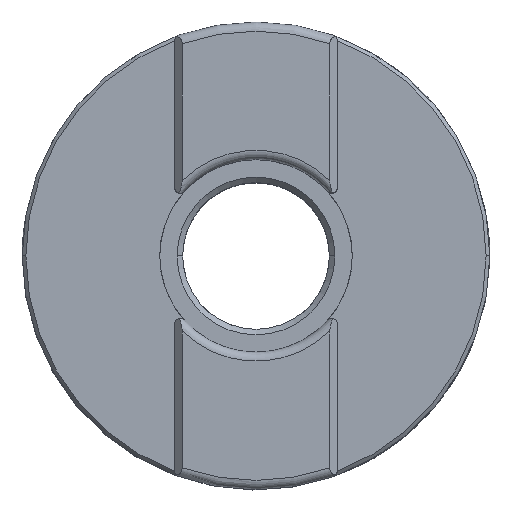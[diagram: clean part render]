
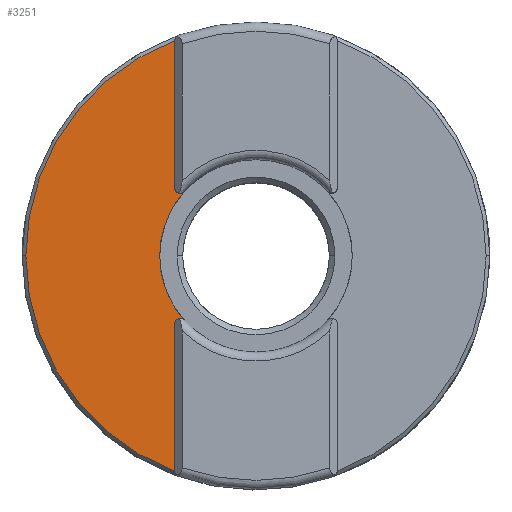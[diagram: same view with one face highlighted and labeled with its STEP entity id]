
A CAD part, top view. The second image highlights one B-rep face of the part: STEP entity #3251.
In plain terms, the highlighted planar face has unit normal (0, 0, 1).
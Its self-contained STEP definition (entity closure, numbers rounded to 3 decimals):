
#16 = ORIENTED_EDGE ( 'NONE', *, *, #922, .F. ) ;
#83 = CARTESIAN_POINT ( 'NONE',  ( 0., 0., 10.2 ) ) ;
#188 = DIRECTION ( 'NONE',  ( 1., 0., 0. ) ) ;
#235 = DIRECTION ( 'NONE',  ( 1., 0., 0. ) ) ;
#393 = DIRECTION ( 'NONE',  ( 1., 0., 0. ) ) ;
#408 = PLANE ( 'NONE',  #996 ) ;
#471 = VERTEX_POINT ( 'NONE', #2736 ) ;
#666 = LINE ( 'NONE', #2900, #1271 ) ;
#720 = AXIS2_PLACEMENT_3D ( 'NONE', #831, #1880, #1127 ) ;
#831 = CARTESIAN_POINT ( 'NONE',  ( 0., 0., 10.2 ) ) ;
#908 = CARTESIAN_POINT ( 'NONE',  ( -5.25, 0., 10.2 ) ) ;
#922 = EDGE_CURVE ( 'NONE', #3402, #1679, #1445, .T. ) ;
#956 = DIRECTION ( 'NONE',  ( 0., 0., -1. ) ) ;
#996 = AXIS2_PLACEMENT_3D ( 'NONE', #2796, #3346, #1207 ) ;
#1053 = CIRCLE ( 'NONE', #3024, 0.3 ) ;
#1075 = VERTEX_POINT ( 'NONE', #3432 ) ;
#1107 = CARTESIAN_POINT ( 'NONE',  ( -3.907, -3.507, 10.2 ) ) ;
#1127 = DIRECTION ( 'NONE',  ( 1., 0., 0. ) ) ;
#1148 = DIRECTION ( 'NONE',  ( 0., 0., -1. ) ) ;
#1207 = DIRECTION ( 'NONE',  ( 1., 0., 0. ) ) ;
#1271 = VECTOR ( 'NONE', #2071, 1000. ) ;
#1275 = CARTESIAN_POINT ( 'NONE',  ( -12.55, 0., 10.2 ) ) ;
#1295 = EDGE_CURVE ( 'NONE', #2858, #3219, #2374, .T. ) ;
#1302 = VERTEX_POINT ( 'NONE', #1779 ) ;
#1328 = VECTOR ( 'NONE', #2076, 1000. ) ;
#1355 = ORIENTED_EDGE ( 'NONE', *, *, #2764, .T. ) ;
#1435 = AXIS2_PLACEMENT_3D ( 'NONE', #3204, #2397, #3477 ) ;
#1445 = CIRCLE ( 'NONE', #1887, 12.55 ) ;
#1462 = DIRECTION ( 'NONE',  ( 1., 0., 0. ) ) ;
#1470 = ORIENTED_EDGE ( 'NONE', *, *, #1295, .T. ) ;
#1515 = EDGE_CURVE ( 'NONE', #1302, #2858, #1707, .T. ) ;
#1620 = EDGE_CURVE ( 'NONE', #1679, #471, #2339, .T. ) ;
#1679 = VERTEX_POINT ( 'NONE', #1275 ) ;
#1707 = CIRCLE ( 'NONE', #1435, 0.3 ) ;
#1779 = CARTESIAN_POINT ( 'NONE',  ( -4.43, -3.708, 10.2 ) ) ;
#1803 = DIRECTION ( 'NONE',  ( 0., 0., -1. ) ) ;
#1880 = DIRECTION ( 'NONE',  ( 0., 0., -1. ) ) ;
#1887 = AXIS2_PLACEMENT_3D ( 'NONE', #2843, #2313, #1462 ) ;
#1979 = EDGE_CURVE ( 'NONE', #3219, #3043, #2239, .T. ) ;
#1987 = ORIENTED_EDGE ( 'NONE', *, *, #1979, .T. ) ;
#2071 = DIRECTION ( 'NONE',  ( 0., 1., 0. ) ) ;
#2076 = DIRECTION ( 'NONE',  ( 0., 1., 0. ) ) ;
#2239 = CIRCLE ( 'NONE', #720, 5.25 ) ;
#2313 = DIRECTION ( 'NONE',  ( 0., 0., -1. ) ) ;
#2339 = CIRCLE ( 'NONE', #2961, 12.55 ) ;
#2351 = ORIENTED_EDGE ( 'NONE', *, *, #1515, .T. ) ;
#2372 = ORIENTED_EDGE ( 'NONE', *, *, #3310, .T. ) ;
#2374 = CIRCLE ( 'NONE', #3449, 5.25 ) ;
#2394 = CARTESIAN_POINT ( 'NONE',  ( -4.43, 11.956, 10.2 ) ) ;
#2397 = DIRECTION ( 'NONE',  ( 0., 0., -1. ) ) ;
#2422 = CARTESIAN_POINT ( 'NONE',  ( -3.907, 3.507, 10.2 ) ) ;
#2466 = ORIENTED_EDGE ( 'NONE', *, *, #1620, .F. ) ;
#2736 = CARTESIAN_POINT ( 'NONE',  ( -4.43, 11.742, 10.2 ) ) ;
#2756 = ORIENTED_EDGE ( 'NONE', *, *, #3374, .T. ) ;
#2764 = EDGE_CURVE ( 'NONE', #3402, #1302, #3181, .T. ) ;
#2796 = CARTESIAN_POINT ( 'NONE',  ( 0., 0., 10.2 ) ) ;
#2829 = FACE_OUTER_BOUND ( 'NONE', #2892, .T. ) ;
#2843 = CARTESIAN_POINT ( 'NONE',  ( 0., 0., 10.2 ) ) ;
#2858 = VERTEX_POINT ( 'NONE', #1107 ) ;
#2892 = EDGE_LOOP ( 'NONE', ( #1355, #2351, #1470, #1987, #2372, #2756, #2466, #16 ) ) ;
#2900 = CARTESIAN_POINT ( 'NONE',  ( -4.43, 11.956, 10.2 ) ) ;
#2961 = AXIS2_PLACEMENT_3D ( 'NONE', #83, #1148, #393 ) ;
#3024 = AXIS2_PLACEMENT_3D ( 'NONE', #3175, #1803, #235 ) ;
#3043 = VERTEX_POINT ( 'NONE', #2422 ) ;
#3175 = CARTESIAN_POINT ( 'NONE',  ( -4.13, 3.708, 10.2 ) ) ;
#3181 = LINE ( 'NONE', #2394, #1328 ) ;
#3204 = CARTESIAN_POINT ( 'NONE',  ( -4.13, -3.708, 10.2 ) ) ;
#3219 = VERTEX_POINT ( 'NONE', #908 ) ;
#3251 = ADVANCED_FACE ( 'NONE', ( #2829 ), #408, .T. ) ;
#3310 = EDGE_CURVE ( 'NONE', #3043, #1075, #1053, .T. ) ;
#3346 = DIRECTION ( 'NONE',  ( 0., 0., 1. ) ) ;
#3371 = CARTESIAN_POINT ( 'NONE',  ( 0., 0., 10.2 ) ) ;
#3374 = EDGE_CURVE ( 'NONE', #1075, #471, #666, .T. ) ;
#3402 = VERTEX_POINT ( 'NONE', #3489 ) ;
#3432 = CARTESIAN_POINT ( 'NONE',  ( -4.43, 3.708, 10.2 ) ) ;
#3449 = AXIS2_PLACEMENT_3D ( 'NONE', #3371, #956, #188 ) ;
#3477 = DIRECTION ( 'NONE',  ( 1., 0., 0. ) ) ;
#3489 = CARTESIAN_POINT ( 'NONE',  ( -4.43, -11.742, 10.2 ) ) ;
